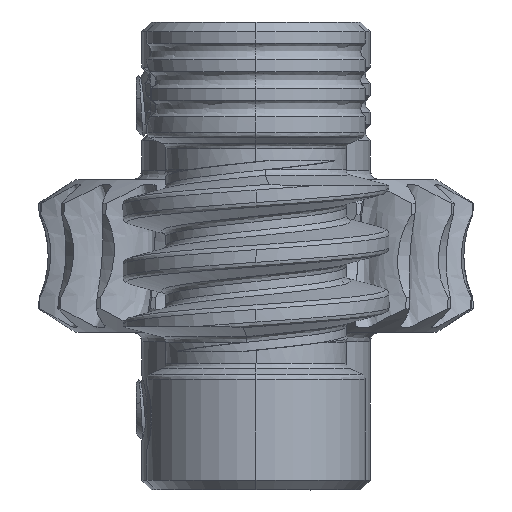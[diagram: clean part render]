
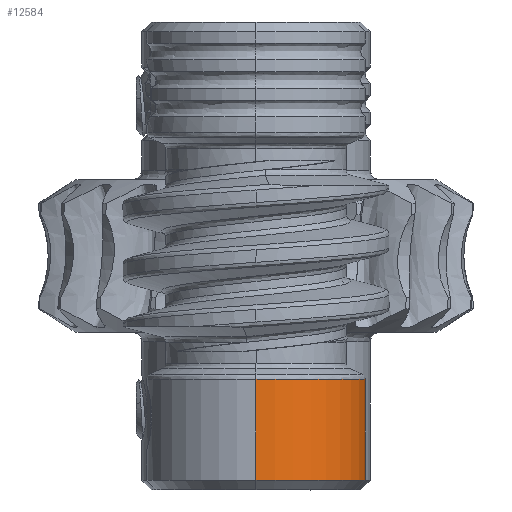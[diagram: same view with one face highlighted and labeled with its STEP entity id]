
A CAD part, left-side view. The second image highlights one B-rep face of the part: STEP entity #12584.
In plain terms, the highlighted cylindrical face has radius 5.75 mm (diameter 11.5 mm), a partial arc.
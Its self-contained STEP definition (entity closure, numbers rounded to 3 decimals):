
#1307 = ORIENTED_EDGE ( 'NONE', *, *, #3923, .F. ) ;
#1939 = CIRCLE ( 'NONE', #6421, 5.75 ) ;
#2702 = CARTESIAN_POINT ( 'NONE',  ( 5.75, 0., -11.8 ) ) ;
#3812 = CARTESIAN_POINT ( 'NONE',  ( 0., 0., -11.8 ) ) ;
#3923 = EDGE_CURVE ( 'NONE', #7967, #27812, #25856, .T. ) ;
#4861 = ORIENTED_EDGE ( 'NONE', *, *, #10729, .T. ) ;
#5101 = DIRECTION ( 'NONE',  ( -1., 0., 0. ) ) ;
#6421 = AXIS2_PLACEMENT_3D ( 'NONE', #20911, #26047, #5101 ) ;
#6789 = DIRECTION ( 'NONE',  ( 1., 0., 0. ) ) ;
#7660 = ORIENTED_EDGE ( 'NONE', *, *, #19050, .T. ) ;
#7967 = VERTEX_POINT ( 'NONE', #10845 ) ;
#8368 = DIRECTION ( 'NONE',  ( 0., 0., 1. ) ) ;
#9632 = CARTESIAN_POINT ( 'NONE',  ( 5.75, 0., -6.491 ) ) ;
#10729 = EDGE_CURVE ( 'NONE', #7967, #16935, #11105, .T. ) ;
#10845 = CARTESIAN_POINT ( 'NONE',  ( -5.75, 0., -11.8 ) ) ;
#11105 = CIRCLE ( 'NONE', #21729, 5.75 ) ;
#12584 = ADVANCED_FACE ( 'NONE', ( #20883 ), #23318, .T. ) ;
#12661 = EDGE_LOOP ( 'NONE', ( #1307, #4861, #7660, #13628 ) ) ;
#13628 = ORIENTED_EDGE ( 'NONE', *, *, #14177, .F. ) ;
#14177 = EDGE_CURVE ( 'NONE', #27812, #15552, #1939, .T. ) ;
#14352 = DIRECTION ( 'NONE',  ( 0., 0., 1. ) ) ;
#15552 = VERTEX_POINT ( 'NONE', #9632 ) ;
#16935 = VERTEX_POINT ( 'NONE', #2702 ) ;
#17302 = VECTOR ( 'NONE', #30551, 1000. ) ;
#19050 = EDGE_CURVE ( 'NONE', #16935, #15552, #26311, .T. ) ;
#19501 = CARTESIAN_POINT ( 'NONE',  ( 5.75, 0., 0. ) ) ;
#20883 = FACE_OUTER_BOUND ( 'NONE', #12661, .T. ) ;
#20911 = CARTESIAN_POINT ( 'NONE',  ( 0., 0., -6.491 ) ) ;
#21729 = AXIS2_PLACEMENT_3D ( 'NONE', #3812, #22247, #6789 ) ;
#22247 = DIRECTION ( 'NONE',  ( 0., 0., 1. ) ) ;
#23318 = CYLINDRICAL_SURFACE ( 'NONE', #31175, 5.75 ) ;
#24803 = CARTESIAN_POINT ( 'NONE',  ( -5.75, 0., -6.491 ) ) ;
#25062 = CARTESIAN_POINT ( 'NONE',  ( -5.75, 0., 0. ) ) ;
#25856 = LINE ( 'NONE', #25062, #17302 ) ;
#26047 = DIRECTION ( 'NONE',  ( 0., 0., 1. ) ) ;
#26311 = LINE ( 'NONE', #19501, #30817 ) ;
#27457 = CARTESIAN_POINT ( 'NONE',  ( 0., 0., 0. ) ) ;
#27812 = VERTEX_POINT ( 'NONE', #24803 ) ;
#29433 = DIRECTION ( 'NONE',  ( 1., 0., 0. ) ) ;
#30551 = DIRECTION ( 'NONE',  ( 0., 0., 1. ) ) ;
#30817 = VECTOR ( 'NONE', #14352, 1000. ) ;
#31175 = AXIS2_PLACEMENT_3D ( 'NONE', #27457, #8368, #29433 ) ;
